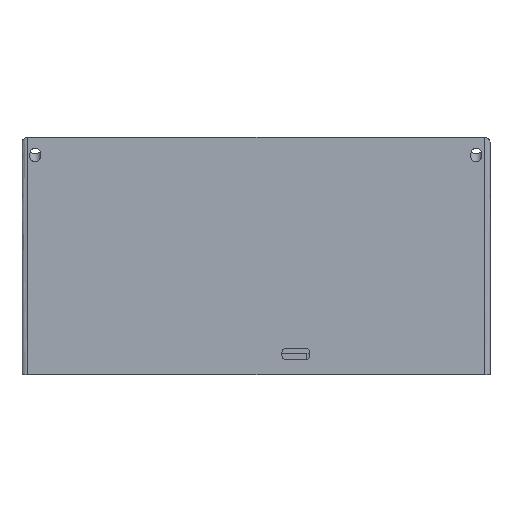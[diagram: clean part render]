
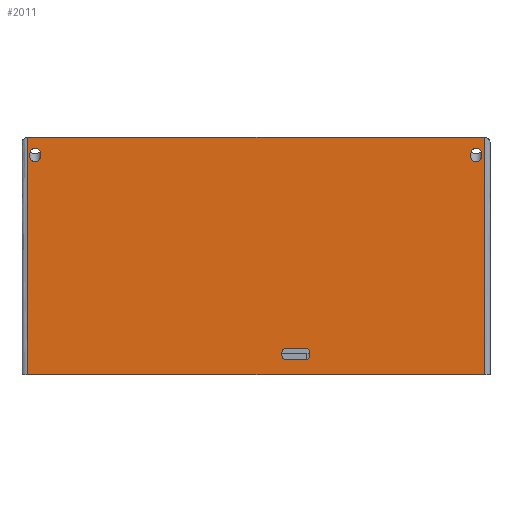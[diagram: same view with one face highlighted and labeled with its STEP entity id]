
A CAD part, front view. The second image highlights one B-rep face of the part: STEP entity #2011.
In plain terms, the highlighted planar face has unit normal (0, -1, 0).
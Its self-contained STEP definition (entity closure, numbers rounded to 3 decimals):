
#140=CARTESIAN_POINT('',(64.873,-50.403,14.));
#141=VERTEX_POINT('',#140);
#170=CARTESIAN_POINT('',(-96.627,-50.403,14.));
#171=VERTEX_POINT('',#170);
#172=CARTESIAN_POINT('',(-96.627,-50.403,14.));
#173=DIRECTION('',(1.,0.,-0.));
#174=VECTOR('',#173,161.5);
#175=LINE('',#172,#174);
#176=EDGE_CURVE('',#171,#141,#175,.T.);
#1724=CARTESIAN_POINT('',(3.147,-50.403,20.65));
#1725=VERTEX_POINT('',#1724);
#1742=CARTESIAN_POINT('',(1.697,-50.403,19.2));
#1743=VERTEX_POINT('',#1742);
#1750=CARTESIAN_POINT('',(1.697,-50.403,20.65));
#1751=DIRECTION('',(0.,1.,0.));
#1752=DIRECTION('',(0.,-0.,1.));
#1753=AXIS2_PLACEMENT_3D('',#1750,#1751,#1752);
#1754=CIRCLE('',#1753,1.45);
#1755=EDGE_CURVE('',#1725,#1743,#1754,.T.);
#1899=CARTESIAN_POINT('',(-15.877,-50.403,97.897));
#1900=DIRECTION('',(0.,1.,0.));
#1901=DIRECTION('',(0.,0.,1.));
#1902=AXIS2_PLACEMENT_3D('',#1899,#1900,#1901);
#1903=PLANE('',#1902);
#1904=CARTESIAN_POINT('',(62.,-50.403,94.109));
#1905=VERTEX_POINT('',#1904);
#1906=CARTESIAN_POINT('',(62.,-50.403,91.668));
#1907=DIRECTION('',(-0.,-1.,-0.));
#1908=DIRECTION('',(0.,-0.,1.));
#1909=AXIS2_PLACEMENT_3D('',#1906,#1907,#1908);
#1910=ELLIPSE('',#1909,2.442,2.);
#1911=EDGE_CURVE('',#1905,#1905,#1910,.T.);
#1912=ORIENTED_EDGE('',*,*,#1911,.F.);
#1913=EDGE_LOOP('',(#1912));
#1914=FACE_BOUND('',#1913,.T.);
#1915=CARTESIAN_POINT('',(-96.627,-50.403,97.895));
#1916=VERTEX_POINT('',#1915);
#1917=CARTESIAN_POINT('',(-96.627,-50.403,97.895));
#1918=DIRECTION('',(0.,0.,-1.));
#1919=VECTOR('',#1918,83.895);
#1920=LINE('',#1917,#1919);
#1921=EDGE_CURVE('',#1916,#171,#1920,.T.);
#1922=ORIENTED_EDGE('',*,*,#1921,.T.);
#1923=ORIENTED_EDGE('',*,*,#176,.T.);
#1924=CARTESIAN_POINT('',(64.873,-50.403,97.895));
#1925=VERTEX_POINT('',#1924);
#1926=CARTESIAN_POINT('',(64.873,-50.403,97.895));
#1927=DIRECTION('',(0.,0.,-1.));
#1928=VECTOR('',#1927,83.895);
#1929=LINE('',#1926,#1928);
#1930=EDGE_CURVE('',#1925,#141,#1929,.T.);
#1931=ORIENTED_EDGE('',*,*,#1930,.F.);
#1932=CARTESIAN_POINT('',(64.873,-50.403,97.895));
#1933=DIRECTION('',(-1.,0.,0.));
#1934=VECTOR('',#1933,161.5);
#1935=LINE('',#1932,#1934);
#1936=EDGE_CURVE('',#1925,#1916,#1935,.T.);
#1937=ORIENTED_EDGE('',*,*,#1936,.T.);
#1938=EDGE_LOOP('',(#1922,#1923,#1931,#1937));
#1939=FACE_BOUND('',#1938,.T.);
#1940=CARTESIAN_POINT('',(-94.,-50.403,94.109));
#1941=VERTEX_POINT('',#1940);
#1942=CARTESIAN_POINT('',(-94.,-50.403,91.668));
#1943=DIRECTION('',(-0.,-1.,-0.));
#1944=DIRECTION('',(0.,-0.,1.));
#1945=AXIS2_PLACEMENT_3D('',#1942,#1943,#1944);
#1946=ELLIPSE('',#1945,2.442,2.);
#1947=EDGE_CURVE('',#1941,#1941,#1946,.T.);
#1948=ORIENTED_EDGE('',*,*,#1947,.F.);
#1949=EDGE_LOOP('',(#1948));
#1950=FACE_BOUND('',#1949,.T.);
#1951=CARTESIAN_POINT('',(-5.243,-50.403,19.2));
#1952=VERTEX_POINT('',#1951);
#1953=CARTESIAN_POINT('',(-5.243,-50.403,19.2));
#1954=DIRECTION('',(1.,0.,0.));
#1955=VECTOR('',#1954,6.94);
#1956=LINE('',#1953,#1955);
#1957=EDGE_CURVE('',#1952,#1743,#1956,.T.);
#1958=ORIENTED_EDGE('',*,*,#1957,.F.);
#1959=CARTESIAN_POINT('',(-6.693,-50.403,20.65));
#1960=VERTEX_POINT('',#1959);
#1961=CARTESIAN_POINT('',(-5.243,-50.403,20.65));
#1962=DIRECTION('',(0.,1.,0.));
#1963=DIRECTION('',(0.,-0.,1.));
#1964=AXIS2_PLACEMENT_3D('',#1961,#1962,#1963);
#1965=CIRCLE('',#1964,1.45);
#1966=EDGE_CURVE('',#1952,#1960,#1965,.T.);
#1967=ORIENTED_EDGE('',*,*,#1966,.T.);
#1968=CARTESIAN_POINT('',(-6.693,-50.403,21.81));
#1969=VERTEX_POINT('',#1968);
#1970=CARTESIAN_POINT('',(-6.693,-50.403,20.65));
#1971=DIRECTION('',(0.,0.,1.));
#1972=VECTOR('',#1971,1.16);
#1973=LINE('',#1970,#1972);
#1974=EDGE_CURVE('',#1960,#1969,#1973,.T.);
#1975=ORIENTED_EDGE('',*,*,#1974,.T.);
#1976=CARTESIAN_POINT('',(-5.243,-50.403,23.26));
#1977=VERTEX_POINT('',#1976);
#1978=CARTESIAN_POINT('',(-5.243,-50.403,21.81));
#1979=DIRECTION('',(0.,1.,0.));
#1980=DIRECTION('',(0.,-0.,1.));
#1981=AXIS2_PLACEMENT_3D('',#1978,#1979,#1980);
#1982=CIRCLE('',#1981,1.45);
#1983=EDGE_CURVE('',#1969,#1977,#1982,.T.);
#1984=ORIENTED_EDGE('',*,*,#1983,.T.);
#1985=CARTESIAN_POINT('',(1.697,-50.403,23.26));
#1986=VERTEX_POINT('',#1985);
#1987=CARTESIAN_POINT('',(-5.243,-50.403,23.26));
#1988=DIRECTION('',(1.,0.,0.));
#1989=VECTOR('',#1988,6.94);
#1990=LINE('',#1987,#1989);
#1991=EDGE_CURVE('',#1977,#1986,#1990,.T.);
#1992=ORIENTED_EDGE('',*,*,#1991,.T.);
#1993=CARTESIAN_POINT('',(3.147,-50.403,21.81));
#1994=VERTEX_POINT('',#1993);
#1995=CARTESIAN_POINT('',(1.697,-50.403,21.81));
#1996=DIRECTION('',(0.,1.,0.));
#1997=DIRECTION('',(0.,-0.,1.));
#1998=AXIS2_PLACEMENT_3D('',#1995,#1996,#1997);
#1999=CIRCLE('',#1998,1.45);
#2000=EDGE_CURVE('',#1986,#1994,#1999,.T.);
#2001=ORIENTED_EDGE('',*,*,#2000,.T.);
#2002=CARTESIAN_POINT('',(3.147,-50.403,20.65));
#2003=DIRECTION('',(0.,0.,1.));
#2004=VECTOR('',#2003,1.16);
#2005=LINE('',#2002,#2004);
#2006=EDGE_CURVE('',#1725,#1994,#2005,.T.);
#2007=ORIENTED_EDGE('',*,*,#2006,.F.);
#2008=ORIENTED_EDGE('',*,*,#1755,.T.);
#2009=EDGE_LOOP('',(#1958,#1967,#1975,#1984,#1992,#2001,#2007,#2008));
#2010=FACE_BOUND('',#2009,.T.);
#2011=ADVANCED_FACE('',(#1914,#1939,#1950,#2010),#1903,.F.);
